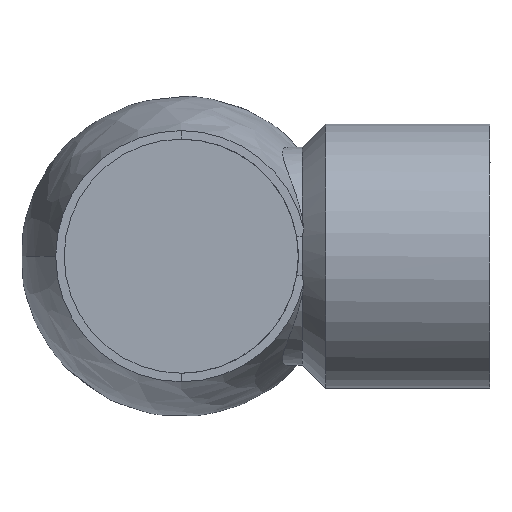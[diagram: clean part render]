
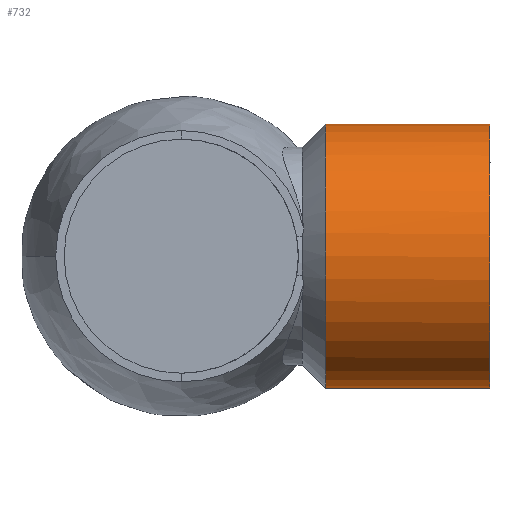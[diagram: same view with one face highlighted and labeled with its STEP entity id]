
A CAD part, front view. The second image highlights one B-rep face of the part: STEP entity #732.
In plain terms, the highlighted cylindrical face has radius 32.75 mm (diameter 65.5 mm), a partial arc.
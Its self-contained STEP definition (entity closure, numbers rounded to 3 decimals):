
#108 = ORIENTED_EDGE ( 'NONE', *, *, #584, .T. ) ;
#131 = LINE ( 'NONE', #1102, #1516 ) ;
#143 = DIRECTION ( 'NONE',  ( -1., 0., 0. ) ) ;
#205 = CARTESIAN_POINT ( 'NONE',  ( 886.3, 0., 1112.75 ) ) ;
#264 = CYLINDRICAL_SURFACE ( 'NONE', #749, 32.75 ) ;
#360 = DIRECTION ( 'NONE',  ( -1., 0., 0. ) ) ;
#380 = DIRECTION ( 'NONE',  ( 0., 0., 1. ) ) ;
#405 = ORIENTED_EDGE ( 'NONE', *, *, #766, .T. ) ;
#410 = VERTEX_POINT ( 'NONE', #1049 ) ;
#411 =( BOUNDED_CURVE ( )  B_SPLINE_CURVE ( 3, ( #2264, #744, #2976, #2692 ),
 .UNSPECIFIED., .F., .F. ) 
 B_SPLINE_CURVE_WITH_KNOTS ( ( 4, 4 ),
 ( 1.575, 1.58 ),
 .UNSPECIFIED. ) 
 CURVE ( )  GEOMETRIC_REPRESENTATION_ITEM ( )  RATIONAL_B_SPLINE_CURVE ( ( 1., 1., 1., 1. ) ) 
 REPRESENTATION_ITEM ( '' )  );
#584 = EDGE_CURVE ( 'NONE', #1809, #621, #2919, .T. ) ;
#607 = CARTESIAN_POINT ( 'NONE',  ( 855.3, 0., 1112.75 ) ) ;
#621 = VERTEX_POINT ( 'NONE', #2079 ) ;
#732 = ADVANCED_FACE ( 'NONE', ( #1708 ), #264, .T. ) ;
#738 = VERTEX_POINT ( 'NONE', #2139 ) ;
#744 = CARTESIAN_POINT ( 'NONE',  ( 886.408, -0.196, 1112.749 ) ) ;
#749 = AXIS2_PLACEMENT_3D ( 'NONE', #2584, #360, #380 ) ;
#766 = EDGE_CURVE ( 'NONE', #1431, #410, #1524, .T. ) ;
#930 = CIRCLE ( 'NONE', #1488, 32.75 ) ;
#1003 = CARTESIAN_POINT ( 'NONE',  ( 886.3, -0.055, 1112.75 ) ) ;
#1011 = CARTESIAN_POINT ( 'NONE',  ( 886.3, 0., 1112.75 ) ) ;
#1046 = EDGE_CURVE ( 'NONE', #1433, #621, #411, .T. ) ;
#1049 = CARTESIAN_POINT ( 'NONE',  ( 845.75, 0., 1112.75 ) ) ;
#1102 = CARTESIAN_POINT ( 'NONE',  ( 855.3, 0., 1047.25 ) ) ;
#1206 = EDGE_LOOP ( 'NONE', ( #1560, #108, #1596, #2874, #405, #1828 ) ) ;
#1235 = DIRECTION ( 'NONE',  ( 0., 0., 1. ) ) ;
#1431 = VERTEX_POINT ( 'NONE', #205 ) ;
#1433 = VERTEX_POINT ( 'NONE', #2209 ) ;
#1485 = B_SPLINE_CURVE_WITH_KNOTS ( 'NONE', 3,
 ( #2747, #2262, #1003, #1011 ),
 .UNSPECIFIED., .F., .F.,
 ( 4, 4 ),
 ( 0., 0. ),
 .UNSPECIFIED. ) ;
#1488 = AXIS2_PLACEMENT_3D ( 'NONE', #3161, #1961, #1235 ) ;
#1516 = VECTOR ( 'NONE', #143, 1000. ) ;
#1524 = LINE ( 'NONE', #607, #2336 ) ;
#1560 = ORIENTED_EDGE ( 'NONE', *, *, #3124, .F. ) ;
#1596 = ORIENTED_EDGE ( 'NONE', *, *, #1046, .F. ) ;
#1708 = FACE_OUTER_BOUND ( 'NONE', #1206, .T. ) ;
#1809 = VERTEX_POINT ( 'NONE', #2161 ) ;
#1828 = ORIENTED_EDGE ( 'NONE', *, *, #2646, .F. ) ;
#1961 = DIRECTION ( 'NONE',  ( -1., 0., 0. ) ) ;
#2079 = CARTESIAN_POINT ( 'NONE',  ( 886.5, -0.288, 1112.749 ) ) ;
#2093 = DIRECTION ( 'NONE',  ( -1., 0., 0. ) ) ;
#2108 = AXIS2_PLACEMENT_3D ( 'NONE', #2140, #2819, #2180 ) ;
#2139 = CARTESIAN_POINT ( 'NONE',  ( 845.75, 0., 1047.25 ) ) ;
#2140 = CARTESIAN_POINT ( 'NONE',  ( 886.5, 0., 1080. ) ) ;
#2161 = CARTESIAN_POINT ( 'NONE',  ( 886.5, 0., 1047.25 ) ) ;
#2180 = DIRECTION ( 'NONE',  ( 0., 0., 1. ) ) ;
#2209 = CARTESIAN_POINT ( 'NONE',  ( 886.362, -0.15, 1112.75 ) ) ;
#2262 = CARTESIAN_POINT ( 'NONE',  ( 886.322, -0.11, 1112.75 ) ) ;
#2264 = CARTESIAN_POINT ( 'NONE',  ( 886.362, -0.15, 1112.75 ) ) ;
#2336 = VECTOR ( 'NONE', #2093, 1000. ) ;
#2584 = CARTESIAN_POINT ( 'NONE',  ( 855.3, 0., 1080. ) ) ;
#2646 = EDGE_CURVE ( 'NONE', #738, #410, #930, .T. ) ;
#2692 = CARTESIAN_POINT ( 'NONE',  ( 886.5, -0.288, 1112.749 ) ) ;
#2747 = CARTESIAN_POINT ( 'NONE',  ( 886.362, -0.15, 1112.75 ) ) ;
#2819 = DIRECTION ( 'NONE',  ( -1., 0., 0. ) ) ;
#2844 = EDGE_CURVE ( 'NONE', #1433, #1431, #1485, .T. ) ;
#2874 = ORIENTED_EDGE ( 'NONE', *, *, #2844, .T. ) ;
#2919 = CIRCLE ( 'NONE', #2108, 32.75 ) ;
#2976 = CARTESIAN_POINT ( 'NONE',  ( 886.454, -0.242, 1112.749 ) ) ;
#3124 = EDGE_CURVE ( 'NONE', #1809, #738, #131, .T. ) ;
#3161 = CARTESIAN_POINT ( 'NONE',  ( 845.75, 0., 1080. ) ) ;
